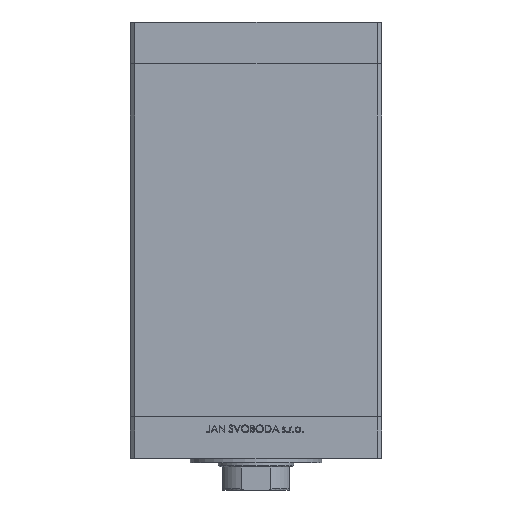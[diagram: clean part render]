
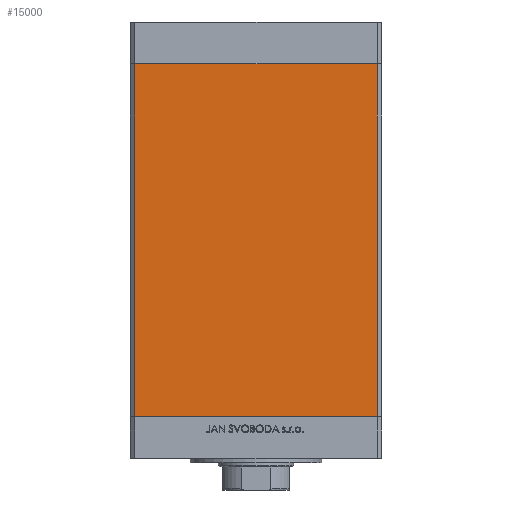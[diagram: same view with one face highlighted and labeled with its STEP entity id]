
A CAD part, front view. The second image highlights one B-rep face of the part: STEP entity #15000.
In plain terms, the highlighted planar face has unit normal (0, -1, 0).
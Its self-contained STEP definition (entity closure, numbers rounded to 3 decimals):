
#1546 = EDGE_CURVE ( 'NONE', #13663, #22688, #33558, .T. ) ;
#1927 = EDGE_LOOP ( 'NONE', ( #18102, #32888, #40870, #45444 ) ) ;
#3017 = VECTOR ( 'NONE', #46013, 1000. ) ;
#3530 = FACE_OUTER_BOUND ( 'NONE', #1927, .T. ) ;
#8256 = LINE ( 'NONE', #26913, #3017 ) ;
#8895 = VECTOR ( 'NONE', #34272, 1000. ) ;
#9555 = DIRECTION ( 'NONE',  ( 1., 0., 0. ) ) ;
#9831 = VECTOR ( 'NONE', #9555, 1000. ) ;
#10631 = AXIS2_PLACEMENT_3D ( 'NONE', #18954, #18464, #45031 ) ;
#10636 = EDGE_CURVE ( 'NONE', #30562, #13663, #19126, .T. ) ;
#12389 = VECTOR ( 'NONE', #48712, 1000. ) ;
#13663 = VERTEX_POINT ( 'NONE', #33131 ) ;
#15000 = ADVANCED_FACE ( 'NONE', ( #3530 ), #23178, .F. ) ;
#15787 = EDGE_CURVE ( 'NONE', #17224, #22688, #43583, .T. ) ;
#17224 = VERTEX_POINT ( 'NONE', #40546 ) ;
#18102 = ORIENTED_EDGE ( 'NONE', *, *, #15787, .T. ) ;
#18464 = DIRECTION ( 'NONE',  ( 0., 1., 0. ) ) ;
#18954 = CARTESIAN_POINT ( 'NONE',  ( -58., -51., 168.5 ) ) ;
#19126 = LINE ( 'NONE', #26846, #8895 ) ;
#22688 = VERTEX_POINT ( 'NONE', #39381 ) ;
#22926 = CARTESIAN_POINT ( 'NONE',  ( -58., -51., 168.5 ) ) ;
#23178 = PLANE ( 'NONE',  #10631 ) ;
#24965 = CARTESIAN_POINT ( 'NONE',  ( -58., -51., 0. ) ) ;
#26846 = CARTESIAN_POINT ( 'NONE',  ( -58., -51., 168.5 ) ) ;
#26913 = CARTESIAN_POINT ( 'NONE',  ( -58., -51., 168.5 ) ) ;
#30562 = VERTEX_POINT ( 'NONE', #22926 ) ;
#30623 = EDGE_CURVE ( 'NONE', #30562, #17224, #8256, .T. ) ;
#32888 = ORIENTED_EDGE ( 'NONE', *, *, #1546, .F. ) ;
#33131 = CARTESIAN_POINT ( 'NONE',  ( 58., -51., 168.5 ) ) ;
#33558 = LINE ( 'NONE', #41497, #12389 ) ;
#34272 = DIRECTION ( 'NONE',  ( 1., 0., 0. ) ) ;
#39381 = CARTESIAN_POINT ( 'NONE',  ( 58., -51., 0. ) ) ;
#40546 = CARTESIAN_POINT ( 'NONE',  ( -58., -51., 0. ) ) ;
#40870 = ORIENTED_EDGE ( 'NONE', *, *, #10636, .F. ) ;
#41497 = CARTESIAN_POINT ( 'NONE',  ( 58., -51., 168.5 ) ) ;
#43583 = LINE ( 'NONE', #24965, #9831 ) ;
#45031 = DIRECTION ( 'NONE',  ( 0., 0., 1. ) ) ;
#45444 = ORIENTED_EDGE ( 'NONE', *, *, #30623, .T. ) ;
#46013 = DIRECTION ( 'NONE',  ( 0., 0., -1. ) ) ;
#48712 = DIRECTION ( 'NONE',  ( 0., 0., -1. ) ) ;
